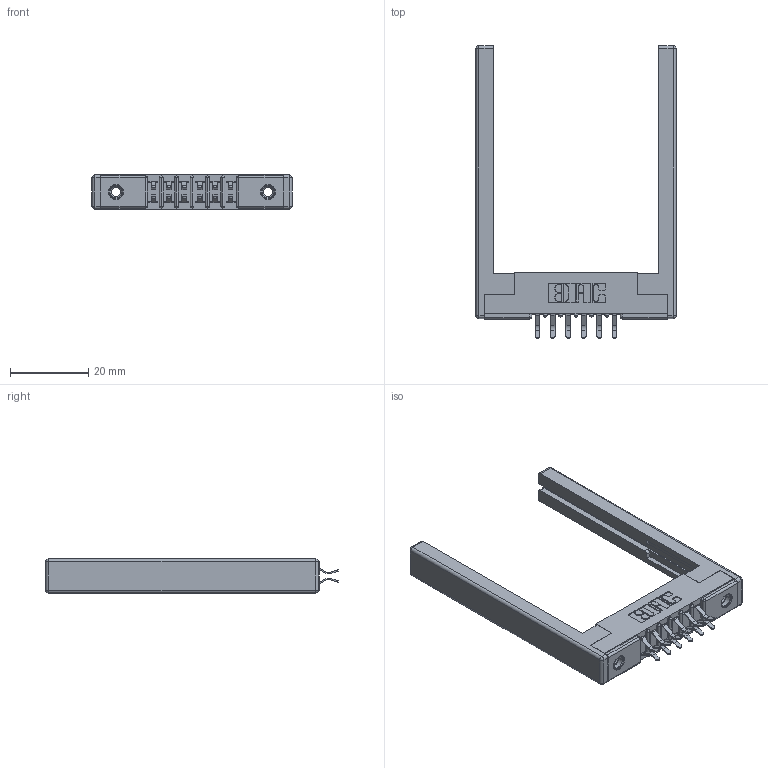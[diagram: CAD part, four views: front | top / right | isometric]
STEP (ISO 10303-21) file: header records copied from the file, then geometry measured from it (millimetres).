
FILE_DESCRIPTION (( 'STEP AP203' ), '1' );
FILE_NAME ('307-012-556-268.STEP', '2019-09-05T18:14:57', ( '' ), ( '' ), 'SwSTEP 2.0', 'SolidWorks 2016', '' );
FILE_SCHEMA (( 'CONFIG_CONTROL_DESIGN' ));
Length unit declared in the file: inch
Products named in the file (5): 307-220-068; 307 Part_.156 Dia Mounting Holes; 345-250-001_345-250-001-102; 307-290-001_556; 307-012-556-268
Assembly tree (17 placements, depth 2):
  307-012-556-268
    307 Part_.156 Dia Mounting Holes
    307-290-001_556  x12
    307-220-068  x2
    345-250-001_345-250-001-102  x2
Bounding box: 51.21 x 74.93 x 8.71 mm (x, y, z)
Volume: 7910.5 mm3; surface area: 9112.8 mm2
Topology: 17 solids, 17 shells, 879 faces, 2417 edges, 1554 vertices
Faces by surface type: plane 554, cylinder 287, sphere 22, cone 12, torus 4
Entity records: 12637 total; most frequent: CARTESIAN_POINT 2055, DIRECTION 2044, ORIENTED_EDGE 2024, EDGE_CURVE 1012, LINE 758, VECTOR 758, VERTEX_POINT 654, AXIS2_PLACEMENT_3D 643
